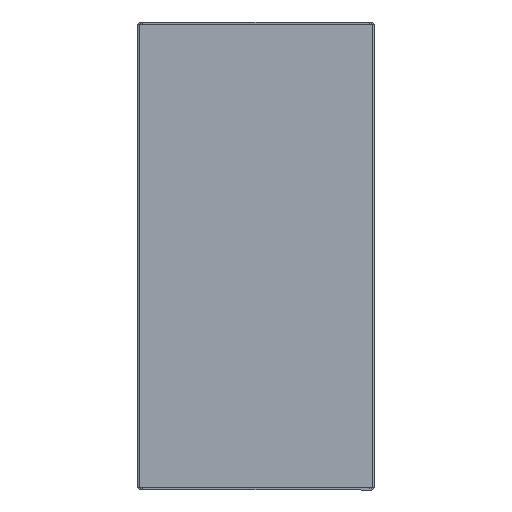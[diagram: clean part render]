
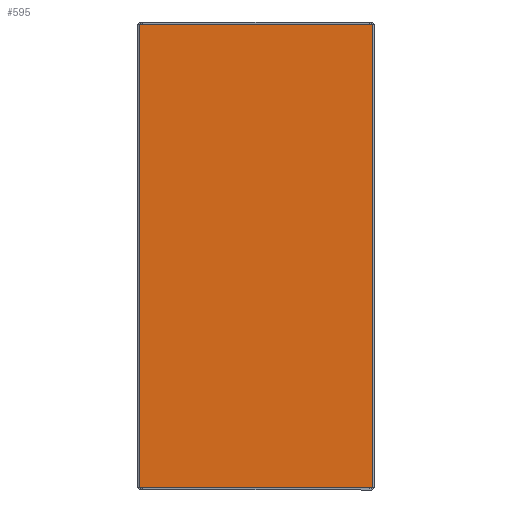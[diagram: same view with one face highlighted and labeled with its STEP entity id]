
A CAD part, left-side view. The second image highlights one B-rep face of the part: STEP entity #595.
In plain terms, the highlighted face is planar.
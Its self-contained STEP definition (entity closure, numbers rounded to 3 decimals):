
#140 = CARTESIAN_POINT ( 'NONE',  ( 0., 0., 0. ) ) ;
#284 = CARTESIAN_POINT ( 'NONE',  ( -195., 0., 100. ) ) ;
#595 = ADVANCED_FACE ( 'NONE', ( #2320 ), #4537, .T. ) ;
#780 = AXIS2_PLACEMENT_3D ( 'NONE', #140, #5515, #4969 ) ;
#799 = VERTEX_POINT ( 'NONE', #5119 ) ;
#894 = ORIENTED_EDGE ( 'NONE', *, *, #1044, .T. ) ;
#1016 = VERTEX_POINT ( 'NONE', #3728 ) ;
#1044 = EDGE_CURVE ( 'NONE', #799, #6106, #3286, .T. ) ;
#1385 = ORIENTED_EDGE ( 'NONE', *, *, #2971, .T. ) ;
#2031 = EDGE_CURVE ( 'NONE', #3011, #799, #3443, .T. ) ;
#2034 = CARTESIAN_POINT ( 'NONE',  ( 195., 0., -98. ) ) ;
#2320 = FACE_OUTER_BOUND ( 'NONE', #5193, .T. ) ;
#2494 = DIRECTION ( 'NONE',  ( 1., 0., 0. ) ) ;
#2581 = VECTOR ( 'NONE', #6957, 1000. ) ;
#2971 = EDGE_CURVE ( 'NONE', #6106, #1016, #3716, .T. ) ;
#3011 = VERTEX_POINT ( 'NONE', #6207 ) ;
#3286 = LINE ( 'NONE', #6708, #4863 ) ;
#3443 = LINE ( 'NONE', #6284, #5231 ) ;
#3686 = DIRECTION ( 'NONE',  ( -1., 0., 0. ) ) ;
#3716 = LINE ( 'NONE', #4191, #5393 ) ;
#3728 = CARTESIAN_POINT ( 'NONE',  ( -195., 0., -98. ) ) ;
#4191 = CARTESIAN_POINT ( 'NONE',  ( -195., 0., -98. ) ) ;
#4454 = EDGE_CURVE ( 'NONE', #1016, #3011, #4731, .T. ) ;
#4537 = PLANE ( 'NONE',  #780 ) ;
#4731 = LINE ( 'NONE', #284, #2581 ) ;
#4863 = VECTOR ( 'NONE', #6014, 1000. ) ;
#4969 = DIRECTION ( 'NONE',  ( 0., 0., 1. ) ) ;
#5119 = CARTESIAN_POINT ( 'NONE',  ( 195., 0., 98. ) ) ;
#5193 = EDGE_LOOP ( 'NONE', ( #894, #1385, #7101, #5809 ) ) ;
#5231 = VECTOR ( 'NONE', #2494, 1000. ) ;
#5393 = VECTOR ( 'NONE', #3686, 1000. ) ;
#5515 = DIRECTION ( 'NONE',  ( 0., 1., 0. ) ) ;
#5809 = ORIENTED_EDGE ( 'NONE', *, *, #2031, .T. ) ;
#6014 = DIRECTION ( 'NONE',  ( 0., 0., -1. ) ) ;
#6106 = VERTEX_POINT ( 'NONE', #2034 ) ;
#6207 = CARTESIAN_POINT ( 'NONE',  ( -195., 0., 98. ) ) ;
#6284 = CARTESIAN_POINT ( 'NONE',  ( 195., 0., 98. ) ) ;
#6708 = CARTESIAN_POINT ( 'NONE',  ( 195., 0., 100. ) ) ;
#6957 = DIRECTION ( 'NONE',  ( 0., 0., 1. ) ) ;
#7101 = ORIENTED_EDGE ( 'NONE', *, *, #4454, .T. ) ;
